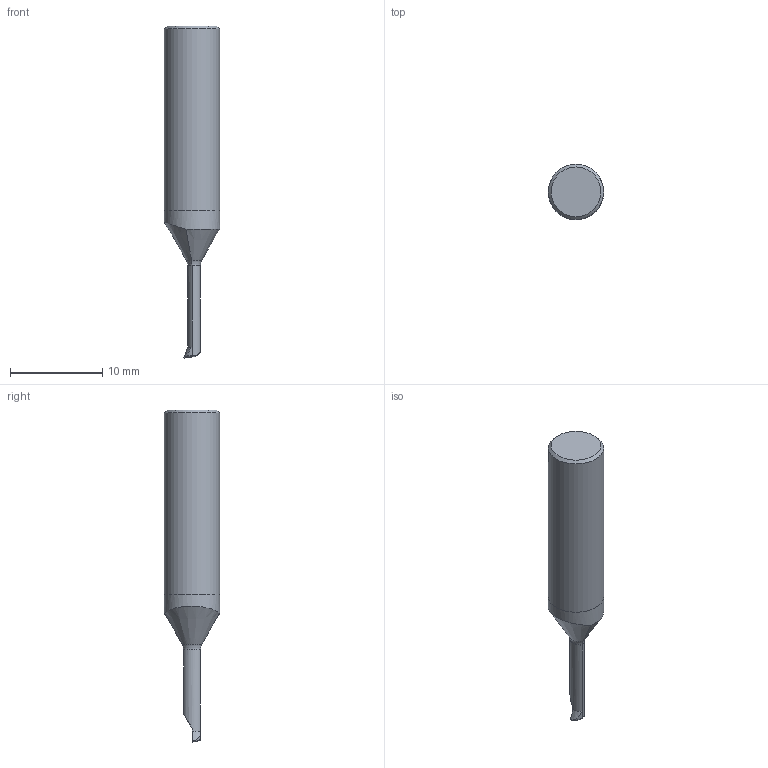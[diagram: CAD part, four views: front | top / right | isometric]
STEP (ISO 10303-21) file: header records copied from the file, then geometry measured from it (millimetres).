
FILE_DESCRIPTION(/* description */ (''),/* implementation_level */ '2;1');
FILE_NAME(/* name */ 'A721012.stp',/* time_stamp */ '2017-10-27T11:34:32+05:00',/* author */ (''),/* organization */ (''),/* preprocessor_version */ 'ST-DEVELOPER v16',/* originating_system */ 'SIEMENS PLM Software NX 11.0',/* authorisation */ '');
FILE_SCHEMA (('AUTOMOTIVE_DESIGN { 1 0 10303 214 3 1 1 1 }'));
Length unit declared in the file: millimetre
Products named in the file (1): A721012
Bounding box: 6 x 6 x 36 mm (x, y, z)
Volume: 682.3 mm3; surface area: 600.5 mm2
Topology: 3 solids, 3 shells, 25 faces, 52 edges, 33 vertices
Faces by surface type: plane 11, cylinder 7, cone 4, torus 2, bspline 1
Full cylindrical faces by diameter (mm): 6 x2
Entity records: 1050 total; most frequent: CARTESIAN_POINT 496, DIRECTION 103, ORIENTED_EDGE 94, EDGE_CURVE 47, AXIS2_PLACEMENT_3D 44, VERTEX_POINT 31, EDGE_LOOP 28, ADVANCED_FACE 25
